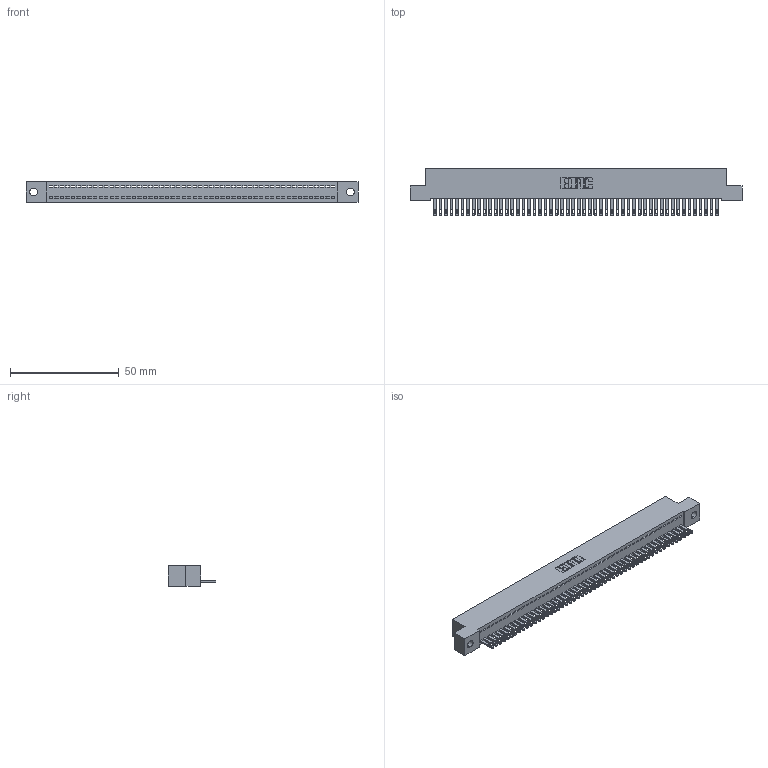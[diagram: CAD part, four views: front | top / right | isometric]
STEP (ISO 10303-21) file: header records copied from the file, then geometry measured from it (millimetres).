
FILE_DESCRIPTION (( 'STEP AP203' ), '1' );
FILE_NAME ('342-052-500-102.STEP', '2018-08-12T21:16:59', ( '' ), ( '' ), 'SwSTEP 2.0', 'SolidWorks 2016', '' );
FILE_SCHEMA (( 'CONFIG_CONTROL_DESIGN' ));
Length unit declared in the file: inch
Products named in the file (3): 345-292-001_345-293-100; 342-052-500-102; 342 Part_.128 Slot
Assembly tree (53 placements, depth 2):
  342-052-500-102
    342 Part_.128 Slot
    345-292-001_345-293-100  x52
Bounding box: 152.4 x 21.85 x 9.4 mm (x, y, z)
Volume: 13379.3 mm3; surface area: 19695.6 mm2
Topology: 53 solids, 53 shells, 2922 faces, 9047 edges, 6030 vertices
Faces by surface type: plane 1942, cylinder 980
Entity records: 30429 total; most frequent: CARTESIAN_POINT 5254, ORIENTED_EDGE 5242, DIRECTION 4413, EDGE_CURVE 2621, VECTOR 2489, LINE 2489, VERTEX_POINT 1746, AXIS2_PLACEMENT_3D 962
